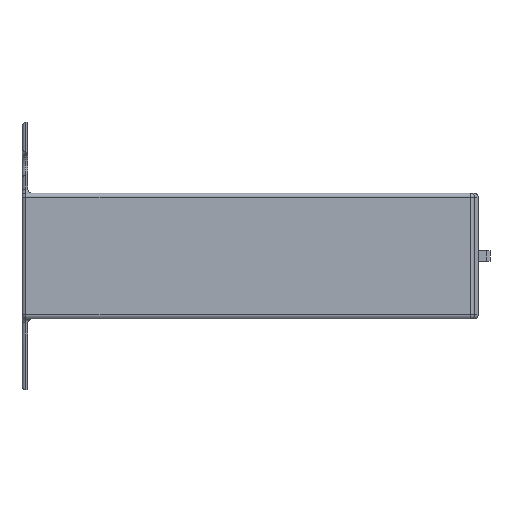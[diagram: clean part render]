
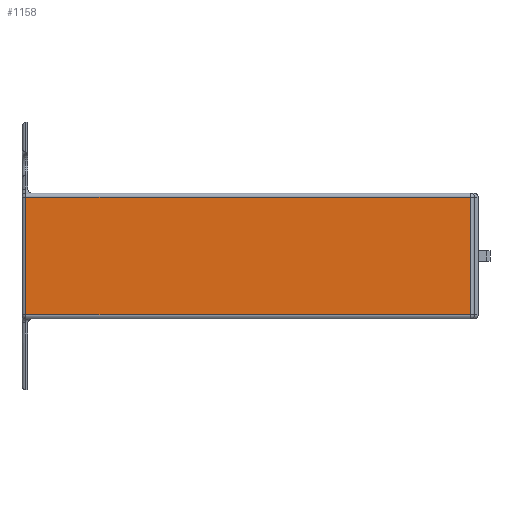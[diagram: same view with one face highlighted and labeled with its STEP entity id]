
A CAD part, left-side view. The second image highlights one B-rep face of the part: STEP entity #1158.
In plain terms, the highlighted planar face has unit normal (-1, 0, 0).
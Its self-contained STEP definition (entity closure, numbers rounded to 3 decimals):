
#230 = VECTOR ( 'NONE', #1502, 1000. ) ;
#297 = VERTEX_POINT ( 'NONE', #1224 ) ;
#303 = VECTOR ( 'NONE', #3872, 1000. ) ;
#328 = CARTESIAN_POINT ( 'NONE',  ( 4., -123., -145.417 ) ) ;
#366 = PLANE ( 'NONE',  #563 ) ;
#563 = AXIS2_PLACEMENT_3D ( 'NONE', #328, #1497, #2285 ) ;
#615 = EDGE_CURVE ( 'NONE', #4450, #297, #2536, .T. ) ;
#663 = EDGE_CURVE ( 'NONE', #1602, #4450, #2658, .T. ) ;
#732 = CARTESIAN_POINT ( 'NONE',  ( 4., -122., -145.417 ) ) ;
#795 = CARTESIAN_POINT ( 'NONE',  ( 4., -8., 31. ) ) ;
#1097 = EDGE_LOOP ( 'NONE', ( #3879, #3336, #2941, #4613 ) ) ;
#1158 = ADVANCED_FACE ( 'NONE', ( #1455 ), #366, .T. ) ;
#1224 = CARTESIAN_POINT ( 'NONE',  ( 4., -122., 31. ) ) ;
#1455 = FACE_OUTER_BOUND ( 'NONE', #1097, .T. ) ;
#1479 = CARTESIAN_POINT ( 'NONE',  ( 4., -9., 31. ) ) ;
#1497 = DIRECTION ( 'NONE',  ( -1., 0., 0. ) ) ;
#1502 = DIRECTION ( 'NONE',  ( 0., -1., 0. ) ) ;
#1602 = VERTEX_POINT ( 'NONE', #2596 ) ;
#2285 = DIRECTION ( 'NONE',  ( 0., 0., 1. ) ) ;
#2371 = CARTESIAN_POINT ( 'NONE',  ( 4., -122., 1. ) ) ;
#2536 = LINE ( 'NONE', #732, #4891 ) ;
#2596 = CARTESIAN_POINT ( 'NONE',  ( 4., -9., 1. ) ) ;
#2613 = CARTESIAN_POINT ( 'NONE',  ( 4., -9., -145.417 ) ) ;
#2658 = LINE ( 'NONE', #3792, #230 ) ;
#2749 = EDGE_CURVE ( 'NONE', #4814, #1602, #2888, .T. ) ;
#2888 = LINE ( 'NONE', #2613, #3071 ) ;
#2941 = ORIENTED_EDGE ( 'NONE', *, *, #615, .T. ) ;
#3009 = DIRECTION ( 'NONE',  ( 0., 0., 1. ) ) ;
#3071 = VECTOR ( 'NONE', #4610, 1000. ) ;
#3336 = ORIENTED_EDGE ( 'NONE', *, *, #663, .T. ) ;
#3714 = LINE ( 'NONE', #795, #303 ) ;
#3792 = CARTESIAN_POINT ( 'NONE',  ( 4., -123., 1. ) ) ;
#3872 = DIRECTION ( 'NONE',  ( 0., 1., 0. ) ) ;
#3879 = ORIENTED_EDGE ( 'NONE', *, *, #2749, .T. ) ;
#4348 = EDGE_CURVE ( 'NONE', #297, #4814, #3714, .T. ) ;
#4450 = VERTEX_POINT ( 'NONE', #2371 ) ;
#4610 = DIRECTION ( 'NONE',  ( 0., 0., -1. ) ) ;
#4613 = ORIENTED_EDGE ( 'NONE', *, *, #4348, .T. ) ;
#4814 = VERTEX_POINT ( 'NONE', #1479 ) ;
#4891 = VECTOR ( 'NONE', #3009, 1000. ) ;
